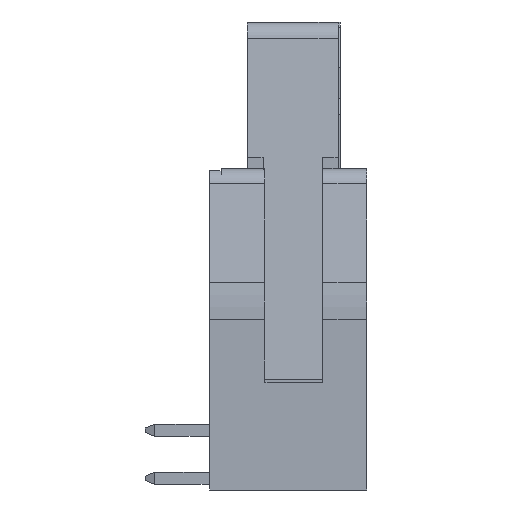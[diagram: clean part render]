
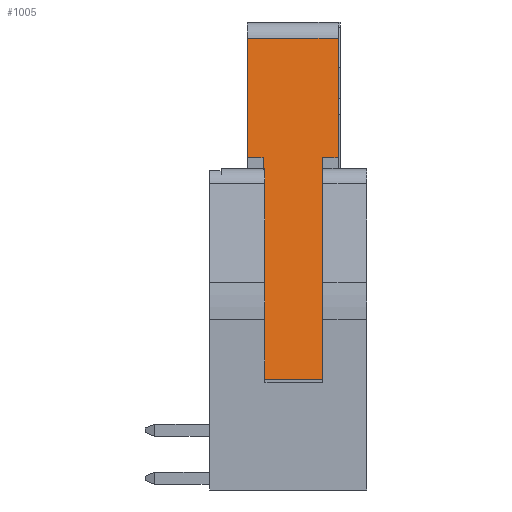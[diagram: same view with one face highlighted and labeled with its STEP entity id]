
A CAD part, left-side view. The second image highlights one B-rep face of the part: STEP entity #1005.
In plain terms, the highlighted face is planar.
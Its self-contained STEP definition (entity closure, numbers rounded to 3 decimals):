
#1005 = ADVANCED_FACE( '', ( #1977 ), #1978, .T. );
#1977 = FACE_OUTER_BOUND( '', #3080, .T. );
#1978 = PLANE( '', #3081 );
#3080 = EDGE_LOOP( '', ( #5052, #5053, #5054, #5055, #5056, #5057, #5058, #5059 ) );
#3081 = AXIS2_PLACEMENT_3D( '', #5060, #5061, #5062 );
#5052 = ORIENTED_EDGE( '', *, *, #8044, .T. );
#5053 = ORIENTED_EDGE( '', *, *, #8045, .F. );
#5054 = ORIENTED_EDGE( '', *, *, #8046, .F. );
#5055 = ORIENTED_EDGE( '', *, *, #8047, .T. );
#5056 = ORIENTED_EDGE( '', *, *, #7831, .F. );
#5057 = ORIENTED_EDGE( '', *, *, #8048, .F. );
#5058 = ORIENTED_EDGE( '', *, *, #7757, .T. );
#5059 = ORIENTED_EDGE( '', *, *, #7912, .F. );
#5060 = CARTESIAN_POINT( '', ( 2.278, -2.4, 11.55 ) );
#5061 = DIRECTION( '', ( 0.991, 0., 0.13 ) );
#5062 = DIRECTION( '', ( 0.13, 0., -0.991 ) );
#7757 = EDGE_CURVE( '', #9534, #9531, #9535, .T. );
#7831 = EDGE_CURVE( '', #9647, #9642, #9649, .T. );
#7912 = EDGE_CURVE( '', #9779, #9531, #9781, .T. );
#8044 = EDGE_CURVE( '', #9779, #9994, #9995, .T. );
#8045 = EDGE_CURVE( '', #9996, #9994, #9997, .T. );
#8046 = EDGE_CURVE( '', #9998, #9996, #9999, .T. );
#8047 = EDGE_CURVE( '', #9998, #9642, #10000, .T. );
#8048 = EDGE_CURVE( '', #9534, #9647, #10001, .T. );
#9531 = VERTEX_POINT( '', #12039 );
#9534 = VERTEX_POINT( '', #12043 );
#9535 = LINE( '', #12044, #12045 );
#9642 = VERTEX_POINT( '', #12200 );
#9647 = VERTEX_POINT( '', #12207 );
#9649 = LINE( '', #12210, #12211 );
#9779 = VERTEX_POINT( '', #12397 );
#9781 = LINE( '', #12400, #12401 );
#9994 = VERTEX_POINT( '', #12710 );
#9995 = LINE( '', #12711, #12712 );
#9996 = VERTEX_POINT( '', #12713 );
#9997 = LINE( '', #12714, #12715 );
#9998 = VERTEX_POINT( '', #12716 );
#9999 = LINE( '', #12717, #12718 );
#10000 = LINE( '', #12719, #12720 );
#10001 = LINE( '', #12721, #12722 );
#12039 = CARTESIAN_POINT( '', ( 4.65, 1.57, -6.49 ) );
#12043 = CARTESIAN_POINT( '', ( 4.65, -1.57, -6.49 ) );
#12044 = CARTESIAN_POINT( '', ( 4.65, -2.4, -6.49 ) );
#12045 = VECTOR( '', #14383, 1000. );
#12200 = CARTESIAN_POINT( '', ( 3.107, -2.4, 5.248 ) );
#12207 = CARTESIAN_POINT( '', ( 3.107, -1.57, 5.248 ) );
#12210 = CARTESIAN_POINT( '', ( 3.107, -1.57, 5.248 ) );
#12211 = VECTOR( '', #14450, 1000. );
#12397 = CARTESIAN_POINT( '', ( 3.107, 1.57, 5.248 ) );
#12400 = CARTESIAN_POINT( '', ( 3.107, 1.57, 5.248 ) );
#12401 = VECTOR( '', #14538, 1000. );
#12710 = CARTESIAN_POINT( '', ( 3.107, 2.4, 5.248 ) );
#12711 = CARTESIAN_POINT( '', ( 3.107, 1.57, 5.248 ) );
#12712 = VECTOR( '', #14668, 1000. );
#12713 = CARTESIAN_POINT( '', ( 2.278, 2.4, 11.55 ) );
#12714 = CARTESIAN_POINT( '', ( 2.278, 2.4, 11.55 ) );
#12715 = VECTOR( '', #14669, 1000. );
#12716 = CARTESIAN_POINT( '', ( 2.278, -2.4, 11.55 ) );
#12717 = CARTESIAN_POINT( '', ( 2.278, -2.4, 11.55 ) );
#12718 = VECTOR( '', #14670, 1000. );
#12719 = CARTESIAN_POINT( '', ( 2.278, -2.4, 11.55 ) );
#12720 = VECTOR( '', #14671, 1000. );
#12721 = CARTESIAN_POINT( '', ( 3.107, -1.57, 5.248 ) );
#12722 = VECTOR( '', #14672, 1000. );
#14383 = DIRECTION( '', ( 0., 1., 0. ) );
#14450 = DIRECTION( '', ( 0., -1., 0. ) );
#14538 = DIRECTION( '', ( 0.13, 0., -0.991 ) );
#14668 = DIRECTION( '', ( 0., 1., 0. ) );
#14669 = DIRECTION( '', ( 0.13, 0., -0.991 ) );
#14670 = DIRECTION( '', ( 0., 1., 0. ) );
#14671 = DIRECTION( '', ( 0.13, 0., -0.991 ) );
#14672 = DIRECTION( '', ( -0.13, 0., 0.991 ) );
